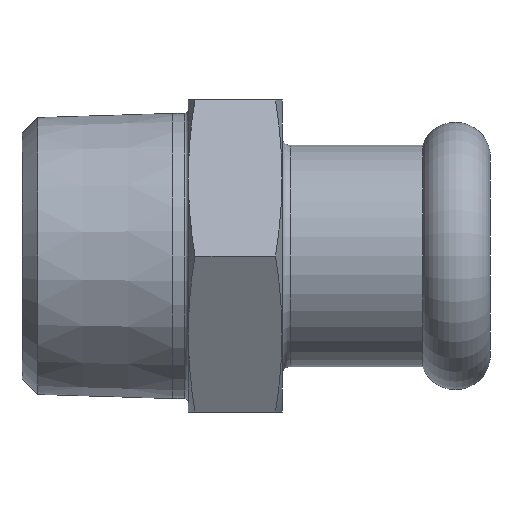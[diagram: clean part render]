
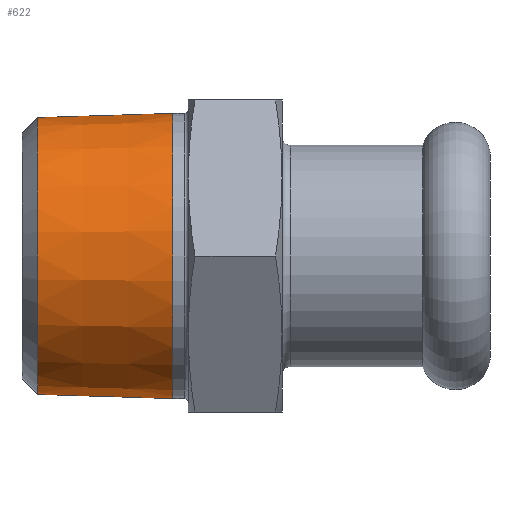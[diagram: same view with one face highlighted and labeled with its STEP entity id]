
A CAD part, left-side view. The second image highlights one B-rep face of the part: STEP entity #622.
In plain terms, the highlighted conical face has half-angle 1.78 degrees and reference radius 13.485 mm.
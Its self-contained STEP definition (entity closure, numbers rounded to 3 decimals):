
#67=CONICAL_SURFACE('',#731,13.485,0.031);
#81=LINE('',#1172,#96);
#96=VECTOR('',#926,13.485);
#138=FACE_OUTER_BOUND('',#180,.T.);
#180=EDGE_LOOP('',(#557,#558,#559,#560,#561,#562));
#231=CIRCLE('',#708,13.71);
#232=CIRCLE('',#709,13.71);
#233=CIRCLE('',#729,13.306);
#234=CIRCLE('',#730,13.306);
#281=VERTEX_POINT('',#1052);
#282=VERTEX_POINT('',#1053);
#295=VERTEX_POINT('',#1166);
#296=VERTEX_POINT('',#1168);
#351=EDGE_CURVE('',#281,#282,#231,.T.);
#352=EDGE_CURVE('',#282,#281,#232,.T.);
#385=EDGE_CURVE('',#295,#296,#233,.T.);
#386=EDGE_CURVE('',#296,#295,#234,.T.);
#387=EDGE_CURVE('',#296,#282,#81,.T.);
#557=ORIENTED_EDGE('',*,*,#385,.F.);
#558=ORIENTED_EDGE('',*,*,#386,.F.);
#559=ORIENTED_EDGE('',*,*,#387,.T.);
#560=ORIENTED_EDGE('',*,*,#352,.T.);
#561=ORIENTED_EDGE('',*,*,#351,.T.);
#562=ORIENTED_EDGE('',*,*,#387,.F.);
#622=ADVANCED_FACE('',(#138),#67,.T.);
#708=AXIS2_PLACEMENT_3D('',#1054,#870,#871);
#709=AXIS2_PLACEMENT_3D('',#1055,#872,#873);
#729=AXIS2_PLACEMENT_3D('',#1169,#920,#921);
#730=AXIS2_PLACEMENT_3D('',#1170,#922,#923);
#731=AXIS2_PLACEMENT_3D('',#1171,#924,#925);
#870=DIRECTION('center_axis',(0.,1.,0.));
#871=DIRECTION('ref_axis',(1.,0.,0.));
#872=DIRECTION('center_axis',(0.,1.,0.));
#873=DIRECTION('ref_axis',(1.,0.,0.));
#920=DIRECTION('center_axis',(0.,1.,0.));
#921=DIRECTION('ref_axis',(0.,0.,-1.));
#922=DIRECTION('center_axis',(0.,1.,0.));
#923=DIRECTION('ref_axis',(0.,0.,-1.));
#924=DIRECTION('center_axis',(0.,-1.,0.));
#925=DIRECTION('ref_axis',(0.,0.,1.));
#926=DIRECTION('',(0.,-1.,-0.031));
#1052=CARTESIAN_POINT('',(0.,8.5,13.71));
#1053=CARTESIAN_POINT('',(0.,8.5,-13.71));
#1054=CARTESIAN_POINT('Origin',(0.,8.5,0.));
#1055=CARTESIAN_POINT('Origin',(0.,8.5,0.));
#1166=CARTESIAN_POINT('',(0.,21.501,13.306));
#1168=CARTESIAN_POINT('',(0.,21.501,-13.306));
#1169=CARTESIAN_POINT('Origin',(0.,21.501,
0.));
#1170=CARTESIAN_POINT('Origin',(0.,21.501,
0.));
#1171=CARTESIAN_POINT('Origin',(0.,15.75,0.));
#1172=CARTESIAN_POINT('',(0.,15.75,-13.485));
